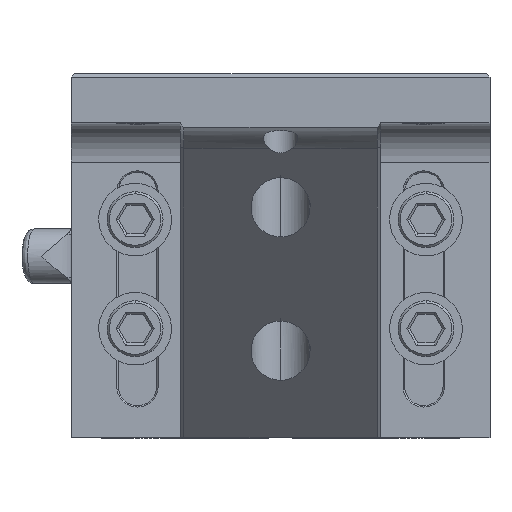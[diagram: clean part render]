
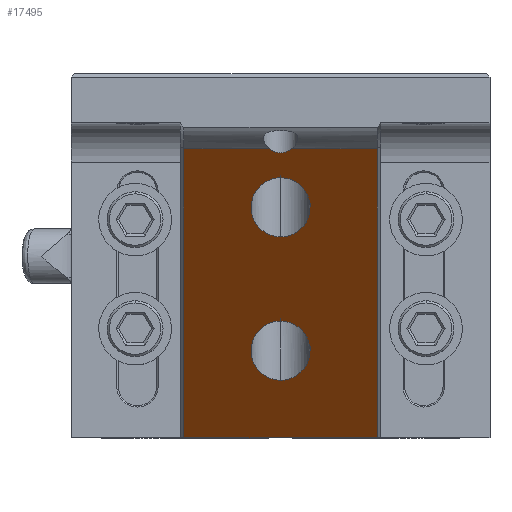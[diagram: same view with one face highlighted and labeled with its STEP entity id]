
A CAD part, top view. The second image highlights one B-rep face of the part: STEP entity #17495.
In plain terms, the highlighted planar face has unit normal (0, -0.707, 0.707).
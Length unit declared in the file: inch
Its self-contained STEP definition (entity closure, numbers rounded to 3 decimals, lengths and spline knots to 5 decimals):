
#449 = VERTEX_POINT ( 'NONE', #4771 ) ;
#849 = DIRECTION ( 'NONE',  ( 0., 0.707, 0.707 ) ) ;
#1407 = CARTESIAN_POINT ( 'NONE',  ( -1.99883, 1.0834, 4.37321 ) ) ;
#1761 =( BOUNDED_CURVE ( )  B_SPLINE_CURVE ( 3, ( #42476, #18485, #21897, #1407 ),
 .UNSPECIFIED., .F., .T. ) 
 B_SPLINE_CURVE_WITH_KNOTS ( ( 4, 4 ),
 ( 2.44305, 3.84013 ),
 .UNSPECIFIED. ) 
 CURVE ( )  GEOMETRIC_REPRESENTATION_ITEM ( )  RATIONAL_B_SPLINE_CURVE ( ( 1., 0.844, 0.844, 1. ) ) 
 REPRESENTATION_ITEM ( '' )  );
#3499 = EDGE_CURVE ( 'NONE', #40667, #39104, #18422, .T. ) ;
#3607 = VERTEX_POINT ( 'NONE', #32051 ) ;
#4771 = CARTESIAN_POINT ( 'NONE',  ( -2.15074, 1.0834, 4.37321 ) ) ;
#5326 = VERTEX_POINT ( 'NONE', #31278 ) ;
#5710 = VERTEX_POINT ( 'NONE', #31229 ) ;
#6705 = CARTESIAN_POINT ( 'NONE',  ( -2.48079, -0.50503, 2.78478 ) ) ;
#7030 = CARTESIAN_POINT ( 'NONE',  ( -2.48079, 0.88497, 4.17478 ) ) ;
#7471 = CARTESIAN_POINT ( 'NONE',  ( -2.73979, 1.0834, 4.37321 ) ) ;
#7951 = FACE_BOUND ( 'NONE', #41195, .T. ) ;
#9964 =( BOUNDED_CURVE ( )  B_SPLINE_CURVE ( 3, ( #35465, #11529, #38972, #18420 ),
 .UNSPECIFIED., .F., .F. ) 
 B_SPLINE_CURVE_WITH_KNOTS ( ( 4, 4 ),
 ( 0., 3.14159 ),
 .UNSPECIFIED. ) 
 CURVE ( )  GEOMETRIC_REPRESENTATION_ITEM ( )  RATIONAL_B_SPLINE_CURVE ( ( 1., 0.333, 0.333, 1. ) ) 
 REPRESENTATION_ITEM ( '' )  );
#10467 = CARTESIAN_POINT ( 'NONE',  ( -2.07479, 0.88497, 4.17478 ) ) ;
#11343 = CARTESIAN_POINT ( 'NONE',  ( -1.66879, -0.09903, 3.19078 ) ) ;
#11411 = CARTESIAN_POINT ( 'NONE',  ( -0.63479, -0.90015, 2.38966 ) ) ;
#11454 = VERTEX_POINT ( 'NONE', #16745 ) ;
#11529 = CARTESIAN_POINT ( 'NONE',  ( -1.66879, 0.47897, 3.76878 ) ) ;
#12020 = DIRECTION ( 'NONE',  ( -1., 0., 0. ) ) ;
#13748 = VERTEX_POINT ( 'NONE', #22958 ) ;
#13904 = CARTESIAN_POINT ( 'NONE',  ( -2.48079, 0.47897, 3.76878 ) ) ;
#14326 = EDGE_LOOP ( 'NONE', ( #18389, #37761, #29919, #37443, #17623, #14937 ) ) ;
#14937 = ORIENTED_EDGE ( 'NONE', *, *, #3499, .T. ) ;
#16290 = LINE ( 'NONE', #38483, #42538 ) ;
#16745 = CARTESIAN_POINT ( 'NONE',  ( -2.07479, 0.88497, 4.17478 ) ) ;
#16906 = DIRECTION ( 'NONE',  ( 0., -0.707, 0.707 ) ) ;
#17495 = ADVANCED_FACE ( 'NONE', ( #7951, #25138, #34259 ), #30261, .T. ) ;
#17503 = EDGE_CURVE ( 'NONE', #5710, #13748, #25485, .T. ) ;
#17623 = ORIENTED_EDGE ( 'NONE', *, *, #40846, .T. ) ;
#18389 = ORIENTED_EDGE ( 'NONE', *, *, #20624, .F. ) ;
#18420 = CARTESIAN_POINT ( 'NONE',  ( -2.07479, 0.88497, 4.17478 ) ) ;
#18422 = LINE ( 'NONE', #44514, #27562 ) ;
#18485 = CARTESIAN_POINT ( 'NONE',  ( -2.10479, 1.04481, 4.33462 ) ) ;
#20624 = EDGE_CURVE ( 'NONE', #3607, #39104, #26073, .T. ) ;
#21897 = CARTESIAN_POINT ( 'NONE',  ( -2.04478, 1.04481, 4.33462 ) ) ;
#22835 = CARTESIAN_POINT ( 'NONE',  ( -0.63479, 1.0834, 4.37321 ) ) ;
#22958 = CARTESIAN_POINT ( 'NONE',  ( -2.07479, -0.50503, 2.78478 ) ) ;
#23756 = CARTESIAN_POINT ( 'NONE',  ( -2.07479, -0.09903, 3.19078 ) ) ;
#23942 = VECTOR ( 'NONE', #26302, 39.37008 ) ;
#24483 = VERTEX_POINT ( 'NONE', #38165 ) ;
#24669 = EDGE_CURVE ( 'NONE', #449, #24483, #1761, .T. ) ;
#25138 = FACE_BOUND ( 'NONE', #31398, .T. ) ;
#25485 =( BOUNDED_CURVE ( )  B_SPLINE_CURVE ( 3, ( #23756, #44321, #6705, #30702 ),
 .UNSPECIFIED., .F., .T. ) 
 B_SPLINE_CURVE_WITH_KNOTS ( ( 4, 4 ),
 ( 3.14159, 6.28319 ),
 .UNSPECIFIED. ) 
 CURVE ( )  GEOMETRIC_REPRESENTATION_ITEM ( )  RATIONAL_B_SPLINE_CURVE ( ( 1., 0.333, 0.333, 1. ) ) 
 REPRESENTATION_ITEM ( '' )  );
#26073 = LINE ( 'NONE', #11411, #35163 ) ;
#26302 = DIRECTION ( 'NONE',  ( -1., 0., 0. ) ) ;
#27562 = VECTOR ( 'NONE', #40929, 39.37008 ) ;
#28403 = LINE ( 'NONE', #35963, #37533 ) ;
#28425 = CARTESIAN_POINT ( 'NONE',  ( -2.07479, -0.50503, 2.78478 ) ) ;
#28629 =( BOUNDED_CURVE ( )  B_SPLINE_CURVE ( 3, ( #28425, #31869, #11343, #35269 ),
 .UNSPECIFIED., .F., .T. ) 
 B_SPLINE_CURVE_WITH_KNOTS ( ( 4, 4 ),
 ( 0., 3.14159 ),
 .UNSPECIFIED. ) 
 CURVE ( )  GEOMETRIC_REPRESENTATION_ITEM ( )  RATIONAL_B_SPLINE_CURVE ( ( 1., 0.333, 0.333, 1. ) ) 
 REPRESENTATION_ITEM ( '' )  );
#29104 = CARTESIAN_POINT ( 'NONE',  ( -2.07479, 0.47897, 3.76878 ) ) ;
#29919 = ORIENTED_EDGE ( 'NONE', *, *, #35087, .T. ) ;
#30261 = PLANE ( 'NONE',  #38243 ) ;
#30284 = EDGE_CURVE ( 'NONE', #42021, #11454, #9964, .T. ) ;
#30702 = CARTESIAN_POINT ( 'NONE',  ( -2.07479, -0.50503, 2.78478 ) ) ;
#31229 = CARTESIAN_POINT ( 'NONE',  ( -2.07479, -0.09903, 3.19078 ) ) ;
#31278 = CARTESIAN_POINT ( 'NONE',  ( -1.40979, 1.0834, 4.37321 ) ) ;
#31398 = EDGE_LOOP ( 'NONE', ( #35016, #39301 ) ) ;
#31869 = CARTESIAN_POINT ( 'NONE',  ( -1.66879, -0.50503, 2.78478 ) ) ;
#32051 = CARTESIAN_POINT ( 'NONE',  ( -1.40979, -0.90015, 2.38966 ) ) ;
#32114 = EDGE_CURVE ( 'NONE', #11454, #42021, #34662, .T. ) ;
#32394 = ORIENTED_EDGE ( 'NONE', *, *, #38919, .F. ) ;
#34022 = ORIENTED_EDGE ( 'NONE', *, *, #17503, .F. ) ;
#34259 = FACE_OUTER_BOUND ( 'NONE', #14326, .T. ) ;
#34662 =( BOUNDED_CURVE ( )  B_SPLINE_CURVE ( 3, ( #10467, #7030, #13904, #37901 ),
 .UNSPECIFIED., .F., .F. ) 
 B_SPLINE_CURVE_WITH_KNOTS ( ( 4, 4 ),
 ( 3.14159, 6.28319 ),
 .UNSPECIFIED. ) 
 CURVE ( )  GEOMETRIC_REPRESENTATION_ITEM ( )  RATIONAL_B_SPLINE_CURVE ( ( 1., 0.333, 0.333, 1. ) ) 
 REPRESENTATION_ITEM ( '' )  );
#35016 = ORIENTED_EDGE ( 'NONE', *, *, #32114, .F. ) ;
#35087 = EDGE_CURVE ( 'NONE', #5326, #24483, #28403, .T. ) ;
#35163 = VECTOR ( 'NONE', #38845, 39.37008 ) ;
#35269 = CARTESIAN_POINT ( 'NONE',  ( -2.07479, -0.09903, 3.19078 ) ) ;
#35465 = CARTESIAN_POINT ( 'NONE',  ( -2.07479, 0.47897, 3.76878 ) ) ;
#35963 = CARTESIAN_POINT ( 'NONE',  ( -0.63479, 1.0834, 4.37321 ) ) ;
#37422 = CARTESIAN_POINT ( 'NONE',  ( -0.63479, -1.31742, 1.9724 ) ) ;
#37443 = ORIENTED_EDGE ( 'NONE', *, *, #24669, .F. ) ;
#37533 = VECTOR ( 'NONE', #12020, 39.37008 ) ;
#37761 = ORIENTED_EDGE ( 'NONE', *, *, #38877, .T. ) ;
#37901 = CARTESIAN_POINT ( 'NONE',  ( -2.07479, 0.47897, 3.76878 ) ) ;
#38165 = CARTESIAN_POINT ( 'NONE',  ( -1.99883, 1.0834, 4.37321 ) ) ;
#38243 = AXIS2_PLACEMENT_3D ( 'NONE', #37422, #16906, #40879 ) ;
#38483 = CARTESIAN_POINT ( 'NONE',  ( -1.40979, -1.31742, 1.9724 ) ) ;
#38845 = DIRECTION ( 'NONE',  ( -1., 0., 0. ) ) ;
#38877 = EDGE_CURVE ( 'NONE', #3607, #5326, #16290, .T. ) ;
#38919 = EDGE_CURVE ( 'NONE', #13748, #5710, #28629, .T. ) ;
#38972 = CARTESIAN_POINT ( 'NONE',  ( -1.66879, 0.88497, 4.17478 ) ) ;
#39104 = VERTEX_POINT ( 'NONE', #43101 ) ;
#39301 = ORIENTED_EDGE ( 'NONE', *, *, #30284, .F. ) ;
#40667 = VERTEX_POINT ( 'NONE', #7471 ) ;
#40846 = EDGE_CURVE ( 'NONE', #449, #40667, #42176, .T. ) ;
#40879 = DIRECTION ( 'NONE',  ( 0., 0.707, 0.707 ) ) ;
#40929 = DIRECTION ( 'NONE',  ( 0., -0.707, -0.707 ) ) ;
#41195 = EDGE_LOOP ( 'NONE', ( #34022, #32394 ) ) ;
#42021 = VERTEX_POINT ( 'NONE', #29104 ) ;
#42176 = LINE ( 'NONE', #22835, #23942 ) ;
#42476 = CARTESIAN_POINT ( 'NONE',  ( -2.15074, 1.0834, 4.37321 ) ) ;
#42538 = VECTOR ( 'NONE', #849, 39.37008 ) ;
#43101 = CARTESIAN_POINT ( 'NONE',  ( -2.73979, -0.90015, 2.38966 ) ) ;
#44321 = CARTESIAN_POINT ( 'NONE',  ( -2.48079, -0.09903, 3.19078 ) ) ;
#44514 = CARTESIAN_POINT ( 'NONE',  ( -2.73979, -1.31742, 1.9724 ) ) ;
